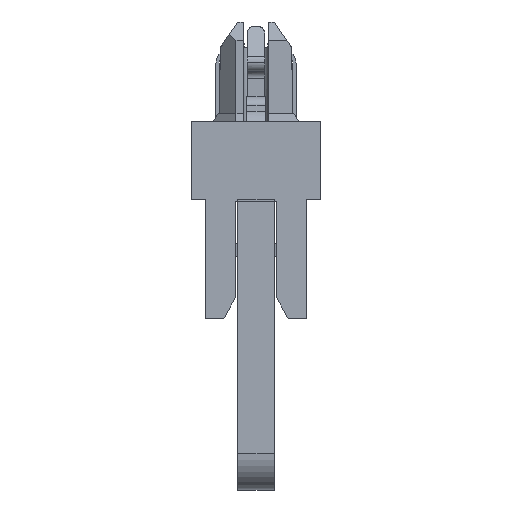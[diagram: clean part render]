
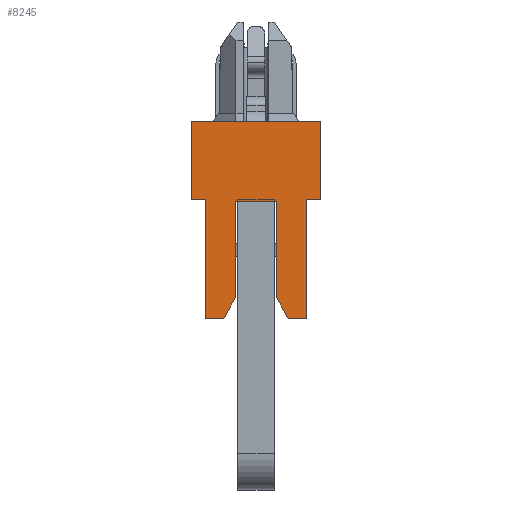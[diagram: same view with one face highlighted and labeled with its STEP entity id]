
A CAD part, left-side view. The second image highlights one B-rep face of the part: STEP entity #8245.
In plain terms, the highlighted face is planar.
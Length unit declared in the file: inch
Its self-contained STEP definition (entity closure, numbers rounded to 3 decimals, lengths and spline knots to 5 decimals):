
#1580 = VERTEX_POINT ( 'NONE', #12451 ) ;
#1583 = VERTEX_POINT ( 'NONE', #12448 ) ;
#6745 = EDGE_CURVE ( 'NONE', #12828, #31720, #20450, .T. ) ;
#7622 = VERTEX_POINT ( 'NONE', #23089 ) ;
#7627 = EDGE_CURVE ( 'NONE', #7622, #7641, #23061, .T. ) ;
#7641 = VERTEX_POINT ( 'NONE', #23141 ) ;
#7703 = VERTEX_POINT ( 'NONE', #23323 ) ;
#7750 = EDGE_CURVE ( 'NONE', #1583, #7641, #23528, .T. ) ;
#8087 = VERTEX_POINT ( 'NONE', #24614 ) ;
#8114 = VERTEX_POINT ( 'NONE', #24805 ) ;
#8115 = VERTEX_POINT ( 'NONE', #24814 ) ;
#8120 = EDGE_CURVE ( 'NONE', #8115, #8114, #24776, .T. ) ;
#8165 = EDGE_LOOP ( 'NONE', ( #8232, #8433, #8680, #9006, #9229, #9161, #9216, #9251, #9175, #9195, #9257, #9106, #9223, #9279 ) ) ;
#8232 = ORIENTED_EDGE ( 'NONE', *, *, #9099, .F. ) ;
#8245 = ADVANCED_FACE ( 'NONE', ( #25177 ), #25150, .T. ) ;
#8433 = ORIENTED_EDGE ( 'NONE', *, *, #14056, .F. ) ;
#8680 = ORIENTED_EDGE ( 'NONE', *, *, #6745, .T. ) ;
#9006 = ORIENTED_EDGE ( 'NONE', *, *, #31703, .T. ) ;
#9099 = EDGE_CURVE ( 'NONE', #7703, #8087, #27514, .T. ) ;
#9106 = ORIENTED_EDGE ( 'NONE', *, *, #9197, .F. ) ;
#9161 = ORIENTED_EDGE ( 'NONE', *, *, #7627, .F. ) ;
#9162 = EDGE_CURVE ( 'NONE', #1580, #7622, #27712, .T. ) ;
#9172 = VERTEX_POINT ( 'NONE', #27768 ) ;
#9175 = ORIENTED_EDGE ( 'NONE', *, *, #9220, .F. ) ;
#9195 = ORIENTED_EDGE ( 'NONE', *, *, #8120, .F. ) ;
#9197 = EDGE_CURVE ( 'NONE', #9236, #9172, #27796, .T. ) ;
#9216 = ORIENTED_EDGE ( 'NONE', *, *, #9162, .F. ) ;
#9220 = EDGE_CURVE ( 'NONE', #8114, #31724, #27852, .T. ) ;
#9223 = ORIENTED_EDGE ( 'NONE', *, *, #37743, .F. ) ;
#9229 = ORIENTED_EDGE ( 'NONE', *, *, #7750, .T. ) ;
#9236 = VERTEX_POINT ( 'NONE', #27913 ) ;
#9240 = EDGE_CURVE ( 'NONE', #9172, #8115, #28014, .T. ) ;
#9251 = ORIENTED_EDGE ( 'NONE', *, *, #31685, .T. ) ;
#9257 = ORIENTED_EDGE ( 'NONE', *, *, #9240, .F. ) ;
#9279 = ORIENTED_EDGE ( 'NONE', *, *, #46466, .F. ) ;
#12448 = CARTESIAN_POINT ( 'NONE',  ( 0.33465, -0.13346, -0.11024 ) ) ;
#12451 = CARTESIAN_POINT ( 'NONE',  ( 0.33465, -0.13346, 0.11024 ) ) ;
#12828 = VERTEX_POINT ( 'NONE', #33486 ) ;
#14056 = EDGE_CURVE ( 'NONE', #12828, #7703, #34079, .T. ) ;
#20440 = DIRECTION ( 'NONE',  ( 0., 1., 0. ) ) ;
#20441 = VECTOR ( 'NONE', #20440, 39.37008 ) ;
#20442 = CARTESIAN_POINT ( 'NONE',  ( 0.33465, -0.33819, -0.08661 ) ) ;
#20450 = LINE ( 'NONE', #20442, #20441 ) ;
#23057 = DIRECTION ( 'NONE',  ( 0., 0., -1. ) ) ;
#23059 = VECTOR ( 'NONE', #23057, 39.37008 ) ;
#23060 = CARTESIAN_POINT ( 'NONE',  ( 0.33465, 0., -0.11024 ) ) ;
#23061 = LINE ( 'NONE', #23060, #23059 ) ;
#23089 = CARTESIAN_POINT ( 'NONE',  ( 0.33465, 0., 0.11024 ) ) ;
#23141 = CARTESIAN_POINT ( 'NONE',  ( 0.33465, 0., -0.11024 ) ) ;
#23323 = CARTESIAN_POINT ( 'NONE',  ( 0.33465, -0.33819, -0.05512 ) ) ;
#23497 = DIRECTION ( 'NONE',  ( 0., 1., 0. ) ) ;
#23498 = VECTOR ( 'NONE', #23497, 39.37008 ) ;
#23500 = CARTESIAN_POINT ( 'NONE',  ( 0.33465, -0.13346, -0.11024 ) ) ;
#23528 = LINE ( 'NONE', #23500, #23498 ) ;
#24614 = CARTESIAN_POINT ( 'NONE',  ( 0.33465, -0.30276, -0.03543 ) ) ;
#24773 = DIRECTION ( 'NONE',  ( 0., 0., 1. ) ) ;
#24774 = VECTOR ( 'NONE', #24773, 39.37008 ) ;
#24775 = CARTESIAN_POINT ( 'NONE',  ( 0.33465, -0.33819, 0.08661 ) ) ;
#24776 = LINE ( 'NONE', #24775, #24774 ) ;
#24805 = CARTESIAN_POINT ( 'NONE',  ( 0.33465, -0.33819, 0.08661 ) ) ;
#24814 = CARTESIAN_POINT ( 'NONE',  ( 0.33465, -0.33819, 0.05512 ) ) ;
#25145 = DIRECTION ( 'NONE',  ( 0., 0., -1. ) ) ;
#25146 = DIRECTION ( 'NONE',  ( 1., 0., 0. ) ) ;
#25147 = CARTESIAN_POINT ( 'NONE',  ( 0.33465, -0.13346, -0.11024 ) ) ;
#25149 = AXIS2_PLACEMENT_3D ( 'NONE', #25147, #25146, #25145 ) ;
#25150 = PLANE ( 'NONE',  #25149 ) ;
#25177 = FACE_OUTER_BOUND ( 'NONE', #8165, .T. ) ;
#27511 = DIRECTION ( 'NONE',  ( 0., 0.874, 0.486 ) ) ;
#27512 = VECTOR ( 'NONE', #27511, 39.37008 ) ;
#27513 = CARTESIAN_POINT ( 'NONE',  ( 0.33465, -0.30276, -0.03543 ) ) ;
#27514 = LINE ( 'NONE', #27513, #27512 ) ;
#27690 = CARTESIAN_POINT ( 'NONE',  ( 0.33465, -0.13346, 0.11024 ) ) ;
#27712 = LINE ( 'NONE', #27690, #27794 ) ;
#27768 = CARTESIAN_POINT ( 'NONE',  ( 0.33465, -0.30276, 0.03543 ) ) ;
#27793 = DIRECTION ( 'NONE',  ( 0., 1., 0. ) ) ;
#27794 = VECTOR ( 'NONE', #27793, 39.37008 ) ;
#27796 = LINE ( 'NONE', #27801, #27800 ) ;
#27800 = VECTOR ( 'NONE', #27902, 39.37008 ) ;
#27801 = CARTESIAN_POINT ( 'NONE',  ( 0.33465, -0.1374, 0.03543 ) ) ;
#27852 = LINE ( 'NONE', #27958, #27957 ) ;
#27902 = DIRECTION ( 'NONE',  ( 0., -1., 0. ) ) ;
#27913 = CARTESIAN_POINT ( 'NONE',  ( 0.33465, -0.1374, 0.03543 ) ) ;
#27956 = DIRECTION ( 'NONE',  ( 0., 1., 0. ) ) ;
#27957 = VECTOR ( 'NONE', #27956, 39.37008 ) ;
#27958 = CARTESIAN_POINT ( 'NONE',  ( 0.33465, -0.33819, 0.08661 ) ) ;
#28011 = DIRECTION ( 'NONE',  ( 0., -0.874, 0.486 ) ) ;
#28012 = VECTOR ( 'NONE', #28011, 39.37008 ) ;
#28013 = CARTESIAN_POINT ( 'NONE',  ( 0.33465, -0.30276, 0.03543 ) ) ;
#28014 = LINE ( 'NONE', #28013, #28012 ) ;
#31058 = DIRECTION ( 'NONE',  ( 0., 1., 0. ) ) ;
#31059 = VECTOR ( 'NONE', #31058, 39.37008 ) ;
#31061 = CARTESIAN_POINT ( 'NONE',  ( 0.33465, -0.1374, -0.03543 ) ) ;
#31062 = LINE ( 'NONE', #31061, #31059 ) ;
#31685 = EDGE_CURVE ( 'NONE', #1580, #31724, #37347, .T. ) ;
#31703 = EDGE_CURVE ( 'NONE', #31720, #1583, #37355, .T. ) ;
#31720 = VERTEX_POINT ( 'NONE', #37385 ) ;
#31724 = VERTEX_POINT ( 'NONE', #37433 ) ;
#33486 = CARTESIAN_POINT ( 'NONE',  ( 0.33465, -0.33819, -0.08661 ) ) ;
#34071 = DIRECTION ( 'NONE',  ( 0., 0., 1. ) ) ;
#34072 = VECTOR ( 'NONE', #34071, 39.37008 ) ;
#34073 = CARTESIAN_POINT ( 'NONE',  ( 0.33465, -0.33819, 0.08661 ) ) ;
#34079 = LINE ( 'NONE', #34073, #34072 ) ;
#37275 = VERTEX_POINT ( 'NONE', #39285 ) ;
#37346 = CARTESIAN_POINT ( 'NONE',  ( 0.33465, -0.13346, -0.11024 ) ) ;
#37347 = LINE ( 'NONE', #37346, #37396 ) ;
#37354 = CARTESIAN_POINT ( 'NONE',  ( 0.33465, -0.13346, -0.11024 ) ) ;
#37355 = LINE ( 'NONE', #37354, #37394 ) ;
#37385 = CARTESIAN_POINT ( 'NONE',  ( 0.33465, -0.13346, -0.08661 ) ) ;
#37393 = DIRECTION ( 'NONE',  ( 0., 0., -1. ) ) ;
#37394 = VECTOR ( 'NONE', #37393, 39.37008 ) ;
#37395 = DIRECTION ( 'NONE',  ( 0., 0., -1. ) ) ;
#37396 = VECTOR ( 'NONE', #37395, 39.37008 ) ;
#37433 = CARTESIAN_POINT ( 'NONE',  ( 0.33465, -0.13346, 0.08661 ) ) ;
#37743 = EDGE_CURVE ( 'NONE', #37275, #9236, #39454, .T. ) ;
#39285 = CARTESIAN_POINT ( 'NONE',  ( 0.33465, -0.1374, -0.03543 ) ) ;
#39435 = DIRECTION ( 'NONE',  ( 0., 0., 1. ) ) ;
#39436 = VECTOR ( 'NONE', #39435, 39.37008 ) ;
#39453 = CARTESIAN_POINT ( 'NONE',  ( 0.33465, -0.1374, 0.03543 ) ) ;
#39454 = LINE ( 'NONE', #39453, #39436 ) ;
#46466 = EDGE_CURVE ( 'NONE', #8087, #37275, #31062, .T. ) ;
